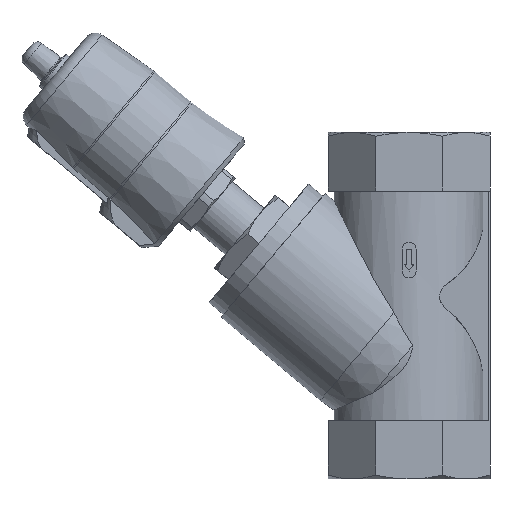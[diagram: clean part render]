
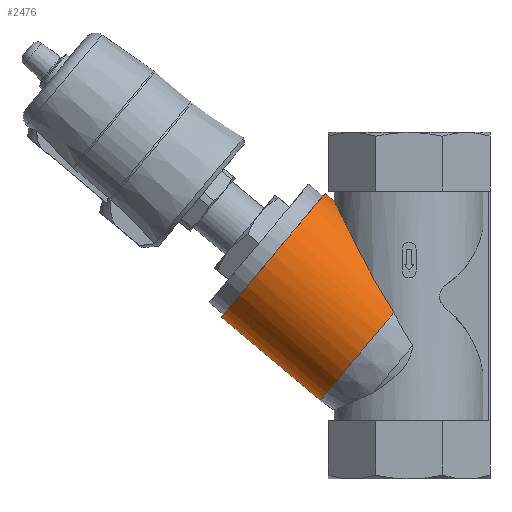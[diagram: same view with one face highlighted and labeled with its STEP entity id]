
A CAD part, left-side view. The second image highlights one B-rep face of the part: STEP entity #2476.
In plain terms, the highlighted cylindrical face has radius 35 mm (diameter 70 mm), a full revolution.
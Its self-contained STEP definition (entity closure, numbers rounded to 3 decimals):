
#465=B_SPLINE_CURVE_WITH_KNOTS('',3,(#3733,#3734,#3735,#3736,#3737,#3738,
#3739,#3740,#3741,#3742,#3743,#3744,#3745,#3746,#3747,#3748,#3749,#3750,
#3751,#3752,#3753,#3754,#3755,#3756,#3757,#3758,#3759),.UNSPECIFIED.,.F.,
 .F.,(4,1,1,1,1,1,1,1,1,1,1,1,1,1,1,1,1,1,1,1,1,1,1,1,4),(0.,0.008,
0.017,0.025,0.034,0.042,
0.046,0.051,0.055,0.059,
0.063,0.065,0.067,0.069,
0.072,0.076,0.08,0.084,
0.088,0.093,0.101,0.109,
0.118,0.126,0.135),.UNSPECIFIED.);
#915=ORIENTED_EDGE('',*,*,#1476,.F.);
#916=ORIENTED_EDGE('',*,*,#1313,.T.);
#917=ORIENTED_EDGE('',*,*,#1477,.T.);
#1313=EDGE_CURVE('',#1669,#1668,#465,.T.);
#1476=EDGE_CURVE('',#1669,#1668,#1944,.T.);
#1477=EDGE_CURVE('',#1781,#1781,#1945,.T.);
#1668=VERTEX_POINT('',#3732);
#1669=VERTEX_POINT('',#3760);
#1781=VERTEX_POINT('',#4344);
#1944=CIRCLE('',#2729,35.);
#1945=CIRCLE('',#2731,35.);
#2077=EDGE_LOOP('',(#915,#916));
#2078=EDGE_LOOP('',(#917));
#2274=FACE_BOUND('',#2077,.T.);
#2275=FACE_BOUND('',#2078,.T.);
#2381=CYLINDRICAL_SURFACE('',#2730,35.);
#2476=ADVANCED_FACE('',(#2274,#2275),#2381,.T.);
#2729=AXIS2_PLACEMENT_3D('',#4341,#3224,#3225);
#2730=AXIS2_PLACEMENT_3D('',#4342,#3226,#3227);
#2731=AXIS2_PLACEMENT_3D('',#4343,#3228,#3229);
#3224=DIRECTION('',(0.643,-0.766,0.));
#3225=DIRECTION('',(0.766,0.643,0.));
#3226=DIRECTION('',(0.643,-0.766,0.));
#3227=DIRECTION('',(0.766,0.643,0.));
#3228=DIRECTION('',(0.643,-0.766,0.));
#3229=DIRECTION('',(0.766,0.643,0.));
#3732=CARTESIAN_POINT('',(-71.97,6.586,31.826));
#3733=CARTESIAN_POINT('',(-71.97,6.586,-31.826));
#3734=CARTESIAN_POINT('',(-74.284,8.205,-31.491));
#3735=CARTESIAN_POINT('',(-79.018,11.153,-30.634));
#3736=CARTESIAN_POINT('',(-86.195,15.187,-28.845));
#3737=CARTESIAN_POINT('',(-93.337,18.978,-26.513));
#3738=CARTESIAN_POINT('',(-100.42,22.611,-23.514));
#3739=CARTESIAN_POINT('',(-106.081,25.452,-20.35));
#3740=CARTESIAN_POINT('',(-110.323,27.558,-17.309));
#3741=CARTESIAN_POINT('',(-113.35,29.052,-14.68));
#3742=CARTESIAN_POINT('',(-116.082,30.394,-11.68));
#3743=CARTESIAN_POINT('',(-118.382,31.52,-8.216));
#3744=CARTESIAN_POINT('',(-119.706,32.166,-4.999));
#3745=CARTESIAN_POINT('',(-120.287,32.449,-2.187));
#3746=CARTESIAN_POINT('',(-120.439,32.524,-0.071));
#3747=CARTESIAN_POINT('',(-120.301,32.456,2.093));
#3748=CARTESIAN_POINT('',(-119.746,32.186,4.866));
#3749=CARTESIAN_POINT('',(-118.417,31.537,8.159));
#3750=CARTESIAN_POINT('',(-116.142,30.424,11.601));
#3751=CARTESIAN_POINT('',(-113.416,29.085,14.615));
#3752=CARTESIAN_POINT('',(-110.429,27.611,17.225));
#3753=CARTESIAN_POINT('',(-106.132,25.478,20.322));
#3754=CARTESIAN_POINT('',(-100.495,22.649,23.473));
#3755=CARTESIAN_POINT('',(-93.471,19.048,26.465));
#3756=CARTESIAN_POINT('',(-86.246,15.216,28.833));
#3757=CARTESIAN_POINT('',(-79.026,11.159,30.633));
#3758=CARTESIAN_POINT('',(-74.282,8.203,31.491));
#3759=CARTESIAN_POINT('',(-71.97,6.586,31.826));
#3760=CARTESIAN_POINT('',(-71.97,6.586,-31.826));
#4341=CARTESIAN_POINT('',(-60.813,15.948,0.));
#4342=CARTESIAN_POINT('',(-45.707,-2.054,0.));
#4343=CARTESIAN_POINT('',(-96.809,58.847,0.));
#4344=CARTESIAN_POINT('',(-69.997,81.344,0.));
